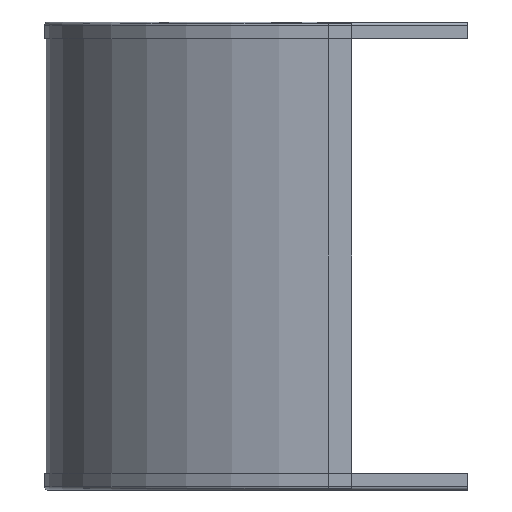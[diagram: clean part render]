
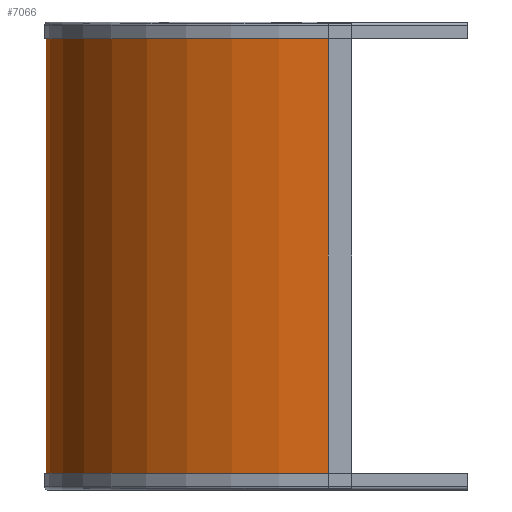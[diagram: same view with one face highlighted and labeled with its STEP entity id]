
A CAD part, front view. The second image highlights one B-rep face of the part: STEP entity #7066.
In plain terms, the highlighted cylindrical face has radius 182.75 mm (diameter 365.5 mm), a partial arc.
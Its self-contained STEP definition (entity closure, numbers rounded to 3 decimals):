
#6885=DIRECTION('',(0.,0.,-1.));
#6886=VECTOR('',#6885,301.);
#6887=CARTESIAN_POINT('',(-197.75,182.75,301.));
#6888=LINE('',#6887,#6886);
#6889=DIRECTION('',(0.,0.,1.));
#6890=VECTOR('',#6889,301.);
#6891=CARTESIAN_POINT('',(-15.,0.,0.));
#6892=LINE('',#6891,#6890);
#6906=CARTESIAN_POINT('',(-15.,182.75,0.));
#6907=DIRECTION('',(0.,0.,-1.));
#6908=DIRECTION('',(0.,-1.,0.));
#6909=AXIS2_PLACEMENT_3D('',#6906,#6907,#6908);
#6952=CARTESIAN_POINT('',(-15.,182.75,301.));
#6953=DIRECTION('',(0.,0.,1.));
#6954=DIRECTION('',(-1.,0.,0.));
#6955=AXIS2_PLACEMENT_3D('',#6952,#6953,#6954);
#6989=CARTESIAN_POINT('',(-197.75,182.75,301.));
#6990=CARTESIAN_POINT('',(-15.,0.,301.));
#6991=VERTEX_POINT('',#6989);
#6992=VERTEX_POINT('',#6990);
#7002=CARTESIAN_POINT('',(-15.,0.,0.));
#7004=VERTEX_POINT('',#7002);
#7005=CARTESIAN_POINT('',(-197.75,182.75,0.));
#7007=VERTEX_POINT('',#7005);
#7052=CARTESIAN_POINT('',(-15.,182.75,301.));
#7053=DIRECTION('',(0.,0.,-1.));
#7054=DIRECTION('',(-1.,0.,0.));
#7055=AXIS2_PLACEMENT_3D('',#7052,#7053,#7054);
#7056=CYLINDRICAL_SURFACE('',#7055,182.75);
#7058=ORIENTED_EDGE('',*,*,#7057,.T.);
#7060=ORIENTED_EDGE('',*,*,#7059,.F.);
#7062=ORIENTED_EDGE('',*,*,#7061,.T.);
#7063=ORIENTED_EDGE('',*,*,#7043,.F.);
#7064=EDGE_LOOP('',(#7058,#7060,#7062,#7063));
#7065=FACE_OUTER_BOUND('',#7064,.F.);
#7066=ADVANCED_FACE('',(#7065),#7056,.T.);
#6910=CIRCLE('',#6909,182.75);
#6956=CIRCLE('',#6955,182.75);
#7043=EDGE_CURVE('',#7004,#6992,#6892,.T.);
#7057=EDGE_CURVE('',#7004,#7007,#6910,.T.);
#7059=EDGE_CURVE('',#6991,#7007,#6888,.T.);
#7061=EDGE_CURVE('',#6991,#6992,#6956,.T.);
